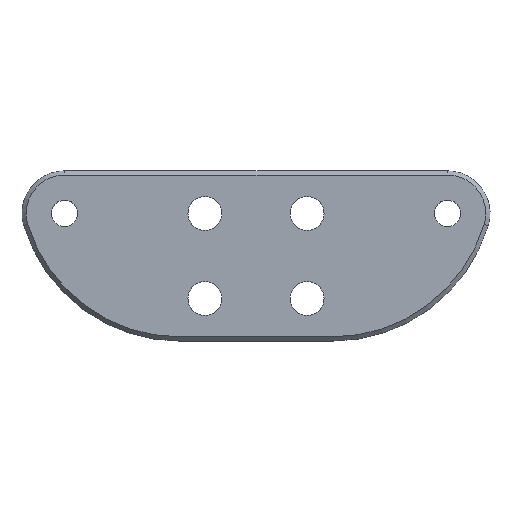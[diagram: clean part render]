
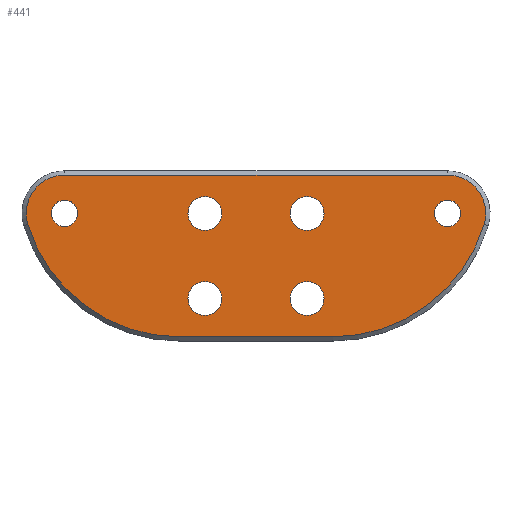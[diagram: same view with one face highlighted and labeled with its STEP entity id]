
A CAD part, top view. The second image highlights one B-rep face of the part: STEP entity #441.
In plain terms, the highlighted planar face has unit normal (0, 0, 1).
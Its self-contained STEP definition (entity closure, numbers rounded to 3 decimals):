
#21=FACE_BOUND('',#122,.T.);
#22=FACE_BOUND('',#123,.T.);
#23=FACE_BOUND('',#124,.T.);
#24=FACE_BOUND('',#125,.T.);
#25=FACE_BOUND('',#126,.T.);
#26=FACE_BOUND('',#127,.T.);
#53=CIRCLE('',#492,18.612);
#54=CIRCLE('',#494,4.5);
#55=CIRCLE('',#497,4.5);
#57=CIRCLE('',#500,18.612);
#59=CIRCLE('',#504,2.);
#60=CIRCLE('',#505,1.55);
#61=CIRCLE('',#506,1.55);
#62=CIRCLE('',#507,2.);
#63=CIRCLE('',#508,2.);
#64=CIRCLE('',#509,2.);
#89=FACE_OUTER_BOUND('',#121,.T.);
#121=EDGE_LOOP('',(#369,#370,#371,#372,#373,#374));
#122=EDGE_LOOP('',(#375));
#123=EDGE_LOOP('',(#376));
#124=EDGE_LOOP('',(#377));
#125=EDGE_LOOP('',(#378));
#126=EDGE_LOOP('',(#379));
#127=EDGE_LOOP('',(#380));
#156=LINE('',#738,#188);
#159=LINE('',#752,#191);
#188=VECTOR('',#602,10.);
#191=VECTOR('',#619,10.);
#223=VERTEX_POINT('',#726);
#224=VERTEX_POINT('',#728);
#225=VERTEX_POINT('',#732);
#226=VERTEX_POINT('',#736);
#228=VERTEX_POINT('',#741);
#230=VERTEX_POINT('',#747);
#231=VERTEX_POINT('',#755);
#232=VERTEX_POINT('',#757);
#233=VERTEX_POINT('',#759);
#234=VERTEX_POINT('',#761);
#235=VERTEX_POINT('',#763);
#236=VERTEX_POINT('',#765);
#269=EDGE_CURVE('',#223,#224,#53,.T.);
#272=EDGE_CURVE('',#225,#223,#54,.T.);
#274=EDGE_CURVE('',#226,#225,#156,.T.);
#276=EDGE_CURVE('',#228,#226,#55,.T.);
#279=EDGE_CURVE('',#230,#228,#57,.T.);
#281=EDGE_CURVE('',#224,#230,#159,.T.);
#283=EDGE_CURVE('',#231,#231,#59,.T.);
#284=EDGE_CURVE('',#232,#232,#60,.T.);
#285=EDGE_CURVE('',#233,#233,#61,.T.);
#286=EDGE_CURVE('',#234,#234,#62,.T.);
#287=EDGE_CURVE('',#235,#235,#63,.T.);
#288=EDGE_CURVE('',#236,#236,#64,.T.);
#369=ORIENTED_EDGE('',*,*,#269,.F.);
#370=ORIENTED_EDGE('',*,*,#272,.F.);
#371=ORIENTED_EDGE('',*,*,#274,.F.);
#372=ORIENTED_EDGE('',*,*,#276,.F.);
#373=ORIENTED_EDGE('',*,*,#279,.F.);
#374=ORIENTED_EDGE('',*,*,#281,.F.);
#375=ORIENTED_EDGE('',*,*,#283,.T.);
#376=ORIENTED_EDGE('',*,*,#284,.T.);
#377=ORIENTED_EDGE('',*,*,#285,.T.);
#378=ORIENTED_EDGE('',*,*,#286,.T.);
#379=ORIENTED_EDGE('',*,*,#287,.T.);
#380=ORIENTED_EDGE('',*,*,#288,.T.);
#423=PLANE('',#503);
#441=ADVANCED_FACE('',(#89,#21,#22,#23,#24,#25,#26),#423,.T.);
#492=AXIS2_PLACEMENT_3D('',#729,#591,#592);
#494=AXIS2_PLACEMENT_3D('',#734,#597,#598);
#497=AXIS2_PLACEMENT_3D('',#743,#606,#607);
#500=AXIS2_PLACEMENT_3D('',#749,#613,#614);
#503=AXIS2_PLACEMENT_3D('',#754,#621,#622);
#504=AXIS2_PLACEMENT_3D('',#756,#623,#624);
#505=AXIS2_PLACEMENT_3D('',#758,#625,#626);
#506=AXIS2_PLACEMENT_3D('',#760,#627,#628);
#507=AXIS2_PLACEMENT_3D('',#762,#629,#630);
#508=AXIS2_PLACEMENT_3D('',#764,#631,#632);
#509=AXIS2_PLACEMENT_3D('',#766,#633,#634);
#591=DIRECTION('center_axis',(0.,0.,
-1.));
#592=DIRECTION('ref_axis',(0.,-1.,0.));
#597=DIRECTION('center_axis',(0.,0.,
-1.));
#598=DIRECTION('ref_axis',(0.,1.,0.));
#602=DIRECTION('',(1.,0.,0.));
#606=DIRECTION('center_axis',(0.,0.,
-1.));
#607=DIRECTION('ref_axis',(0.,1.,0.));
#613=DIRECTION('center_axis',(0.,0.,
-1.));
#614=DIRECTION('ref_axis',(-0.957,-0.291,0.));
#619=DIRECTION('',(-1.,0.,0.));
#621=DIRECTION('center_axis',(0.,0.,
1.));
#622=DIRECTION('ref_axis',(-1.,0.,0.));
#623=DIRECTION('center_axis',(0.,0.,
-1.));
#624=DIRECTION('ref_axis',(-1.,0.,0.));
#625=DIRECTION('center_axis',(0.,0.,
-1.));
#626=DIRECTION('ref_axis',(-1.,0.,0.));
#627=DIRECTION('center_axis',(0.,0.,
-1.));
#628=DIRECTION('ref_axis',(-1.,0.,0.));
#629=DIRECTION('center_axis',(0.,0.,
-1.));
#630=DIRECTION('ref_axis',(-1.,0.,0.));
#631=DIRECTION('center_axis',(0.,0.,
-1.));
#632=DIRECTION('ref_axis',(-1.,0.,0.));
#633=DIRECTION('center_axis',(0.,0.,
-1.));
#634=DIRECTION('ref_axis',(-1.,0.,0.));
#726=CARTESIAN_POINT('',(26.805,55.293,-71.305));
#728=CARTESIAN_POINT('',(9.,42.105,-71.305));
#729=CARTESIAN_POINT('Origin',(9.,60.717,-71.305));
#732=CARTESIAN_POINT('',(22.5,61.105,-71.305));
#734=CARTESIAN_POINT('Origin',(22.5,56.605,-71.305));
#736=CARTESIAN_POINT('',(-22.5,61.105,-71.305));
#738=CARTESIAN_POINT('',(11.25,61.105,-71.305));
#741=CARTESIAN_POINT('',(-26.805,55.293,-71.305));
#743=CARTESIAN_POINT('Origin',(-22.5,56.605,-71.305));
#747=CARTESIAN_POINT('',(-9.,42.105,-71.305));
#749=CARTESIAN_POINT('Origin',(-9.,60.717,-71.305));
#752=CARTESIAN_POINT('',(-4.5,42.105,-71.305));
#754=CARTESIAN_POINT('Origin',(0.,51.605,-71.305));
#755=CARTESIAN_POINT('',(-4.,56.605,-71.305));
#756=CARTESIAN_POINT('Origin',(-6.,56.605,-71.305));
#757=CARTESIAN_POINT('',(24.05,56.605,-71.305));
#758=CARTESIAN_POINT('Origin',(22.5,56.605,-71.305));
#759=CARTESIAN_POINT('',(-20.95,56.605,-71.305));
#760=CARTESIAN_POINT('Origin',(-22.5,56.605,-71.305));
#761=CARTESIAN_POINT('',(-4.,46.605,-71.305));
#762=CARTESIAN_POINT('Origin',(-6.,46.605,-71.305));
#763=CARTESIAN_POINT('',(8.,56.605,-71.305));
#764=CARTESIAN_POINT('Origin',(6.,56.605,-71.305));
#765=CARTESIAN_POINT('',(8.,46.605,-71.305));
#766=CARTESIAN_POINT('Origin',(6.,46.605,-71.305));
